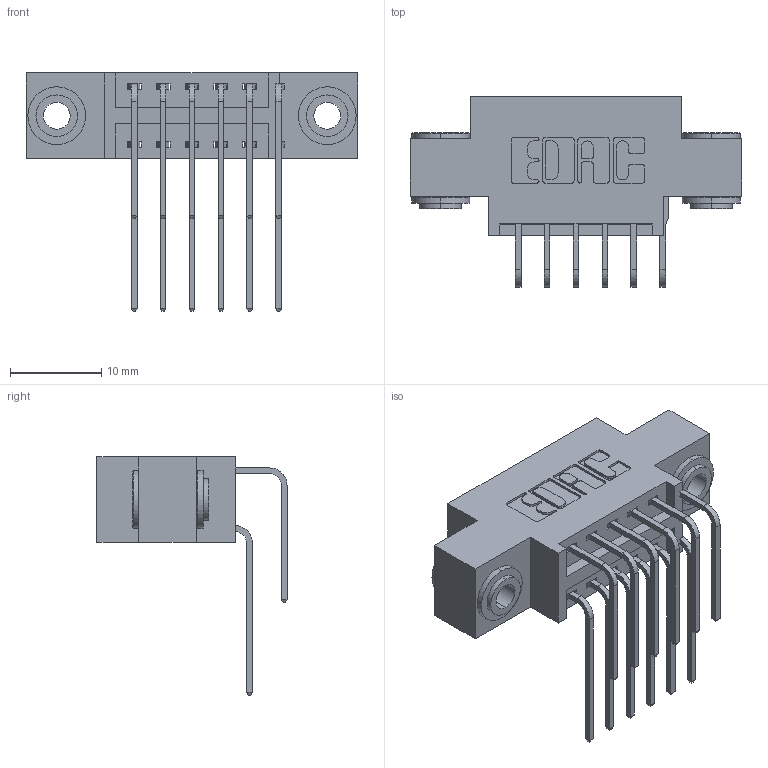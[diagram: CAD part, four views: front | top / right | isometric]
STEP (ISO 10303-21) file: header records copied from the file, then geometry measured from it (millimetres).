
FILE_DESCRIPTION (( 'STEP AP203' ), '1' );
FILE_NAME ('346-012-559-803.STEP', '2022-05-17T21:03:18', ( '' ), ( '' ), 'SwSTEP 2.0', 'SolidWorks 2020', '' );
FILE_SCHEMA (( 'CONFIG_CONTROL_DESIGN' ));
Length unit declared in the file: inch
Products named in the file (5): 345-292-001_558 559 Tail - 1; 345-292-001_559 Tail - 2; 345-250-002_345-250-002-102; 346-012-559-803; 346 Part_0.170 Offset - 0.156 Dia-TH
Assembly tree (15 placements, depth 2):
  346-012-559-803
    346 Part_0.170 Offset - 0.156 Dia-TH
    345-292-001_558 559 Tail - 1  x6
    345-292-001_559 Tail - 2  x6
    345-250-002_345-250-002-102  x2
Bounding box: 36.45 x 20.89 x 26.16 mm (x, y, z)
Volume: 3200.8 mm3; surface area: 4682.4 mm2
Topology: 15 solids, 15 shells, 814 faces, 2343 edges, 1542 vertices
Faces by surface type: plane 538, cylinder 268, cone 8
Entity records: 11290 total; most frequent: CARTESIAN_POINT 1938, ORIENTED_EDGE 1810, DIRECTION 1763, EDGE_CURVE 905, VECTOR 689, LINE 689, VERTEX_POINT 598, AXIS2_PLACEMENT_3D 537
